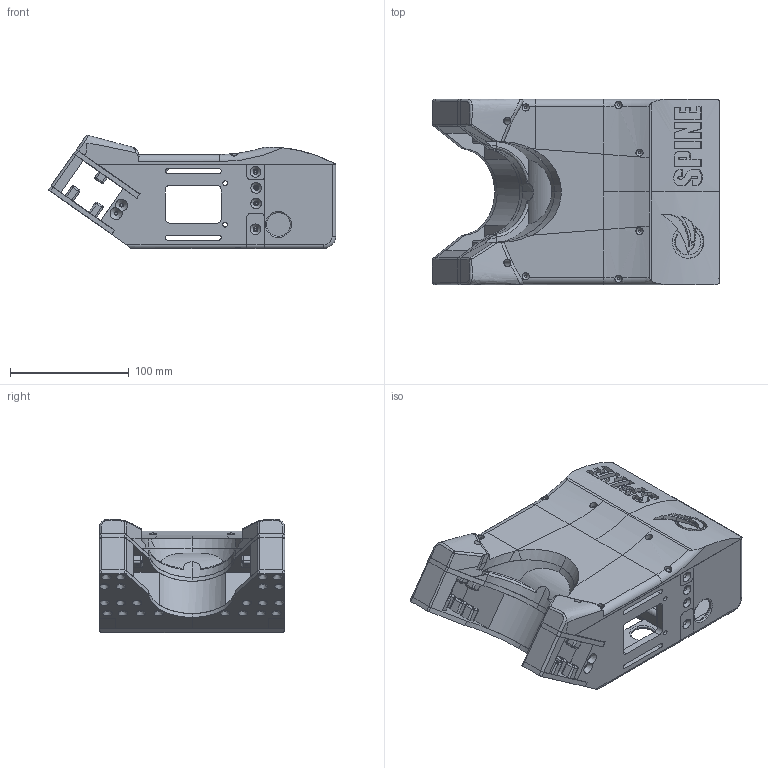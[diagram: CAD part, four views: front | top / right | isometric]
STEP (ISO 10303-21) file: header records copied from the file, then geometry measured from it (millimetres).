
FILE_DESCRIPTION(/* description */ (''),/* implementation_level */ '2;1');
FILE_NAME(/* name */ 'Faraday Spine E1 back.stp',/* time_stamp */ '2015-08-30T23:31:04+02:00',/* author */ (''),/* organization */ (''),/* preprocessor_version */ 'ST-DEVELOPER v15.2',/* originating_system */ 'Autodesk Translator Framework v2.0.0.5431',/* authorisation */ '');
FILE_SCHEMA (('AUTOMOTIVE_DESIGN { 1 0 10303 214 3 1 1 }'));
Length unit declared in the file: centimetre
Products named in the file (1): Faraday Spine E1 back
Bounding box: 241.62 x 156.1 x 95.04 mm (x, y, z)
Volume: 899739.6 mm3; surface area: 344330.3 mm2
Topology: 13 solids, 13 shells, 1081 faces, 2871 edges, 1835 vertices
Faces by surface type: plane 431, cylinder 378, bspline 123, cone 68, sphere 68, torus 13
Full cylindrical faces by diameter (mm): 1.75 x2, 2 x100, 2.5 x4, 3 x4, 4 x6, 6 x8, 20 x2
Entity records: 40325 total; most frequent: CARTESIAN_POINT 14671, ORIENTED_EDGE 5212, DIRECTION 5033, EDGE_CURVE 2606, AXIS2_PLACEMENT_3D 1842, VERTEX_POINT 1762, EDGE_LOOP 1532, LINE 1349
